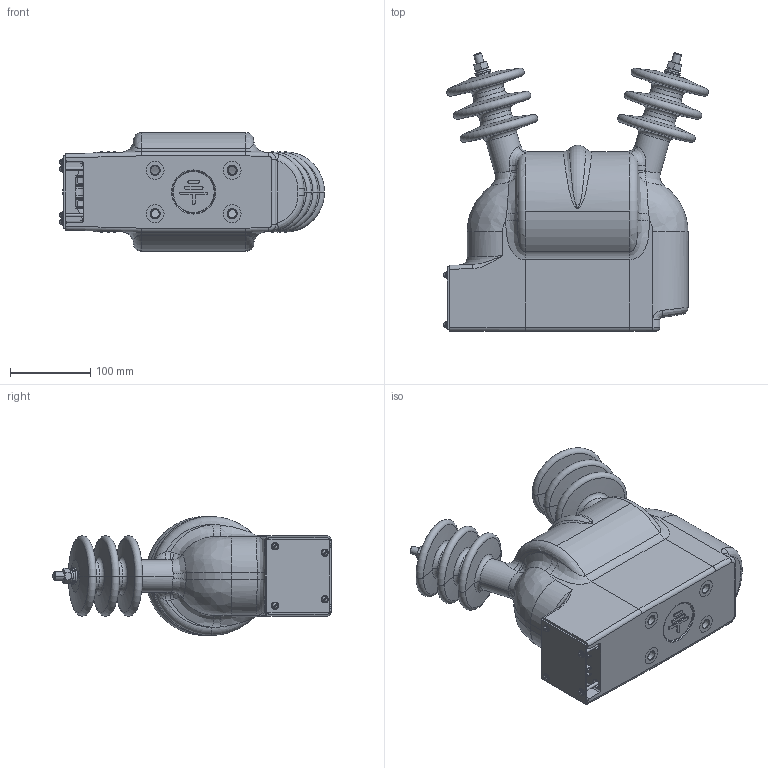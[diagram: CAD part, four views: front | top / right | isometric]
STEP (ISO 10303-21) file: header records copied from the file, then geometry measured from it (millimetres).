
FILE_DESCRIPTION (( 'STEP AP203' ), '1' );
FILE_NAME ('1藤.671241.015.STEP', '2022-08-01T09:28:40', ( '' ), ( '' ), 'SwSTEP 2.0', 'SolidWorks 2010', '' );
FILE_SCHEMA (( 'CONFIG_CONTROL_DESIGN' ));
Length unit declared in the file: millimetre
Products named in the file (1): 1藤.671241.015
Bounding box: 330 x 346.69 x 148 mm (x, y, z)
Surface area: 328662.7 mm2 (no closed solid volume)
Topology: 0 solids, 54 shells, 400 faces, 1198 edges, 843 vertices
Faces by surface type: plane 116, cylinder 98, bspline 72, torus 56, cone 49, sphere 9
Entity records: 19141 total; most frequent: CARTESIAN_POINT 8862, DIRECTION 2128, ORIENTED_EDGE 1938, EDGE_CURVE 1187, AXIS2_PLACEMENT_3D 852, VERTEX_POINT 843, CIRCLE 523, EDGE_LOOP 456
